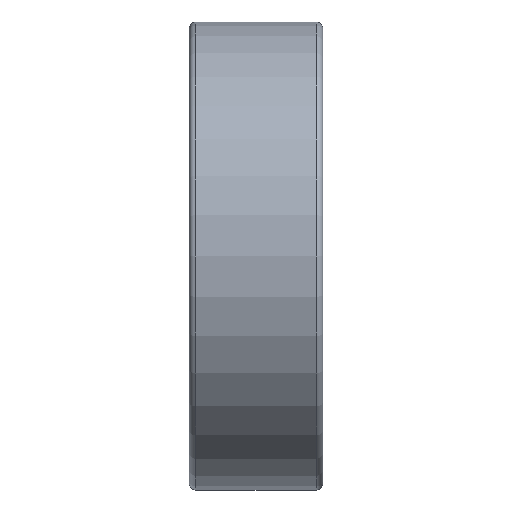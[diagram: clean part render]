
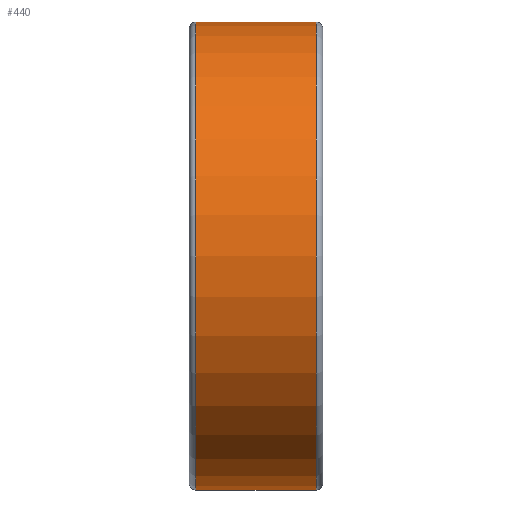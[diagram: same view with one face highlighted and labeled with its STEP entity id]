
A CAD part, front view. The second image highlights one B-rep face of the part: STEP entity #440.
In plain terms, the highlighted cylindrical face has radius 21 mm (diameter 42 mm), a full revolution.
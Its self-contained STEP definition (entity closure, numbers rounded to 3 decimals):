
#32=CYLINDRICAL_SURFACE('',#638,21.);
#74=ORIENTED_EDGE('',*,*,#129,.T.);
#75=ORIENTED_EDGE('',*,*,#141,.F.);
#129=EDGE_CURVE('',#304,#304,#169,.T.);
#141=EDGE_CURVE('',#316,#316,#181,.T.);
#169=CIRCLE('',#613,21.);
#181=CIRCLE('',#637,21.);
#234=EDGE_LOOP('',(#74));
#235=EDGE_LOOP('',(#75));
#304=VERTEX_POINT('',#923);
#316=VERTEX_POINT('',#959);
#371=FACE_BOUND('',#234,.T.);
#372=FACE_BOUND('',#235,.T.);
#440=ADVANCED_FACE('',(#371,#372),#32,.T.);
#613=AXIS2_PLACEMENT_3D('',#922,#737,#738);
#637=AXIS2_PLACEMENT_3D('',#958,#785,#786);
#638=AXIS2_PLACEMENT_3D('',#960,#787,#788);
#737=DIRECTION('',(1.,0.,0.));
#738=DIRECTION('',(0.,0.,-1.));
#785=DIRECTION('',(1.,0.,0.));
#786=DIRECTION('',(0.,0.,-1.));
#787=DIRECTION('',(1.,0.,0.));
#788=DIRECTION('',(0.,0.,-1.));
#922=CARTESIAN_POINT('',(0.6,0.,0.));
#923=CARTESIAN_POINT('',(0.6,0.,-21.));
#958=CARTESIAN_POINT('',(11.4,0.,0.));
#959=CARTESIAN_POINT('',(11.4,0.,-21.));
#960=CARTESIAN_POINT('',(50.,0.,0.));
